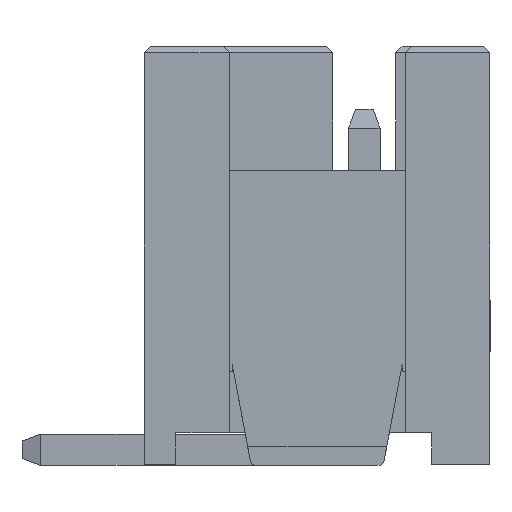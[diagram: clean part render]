
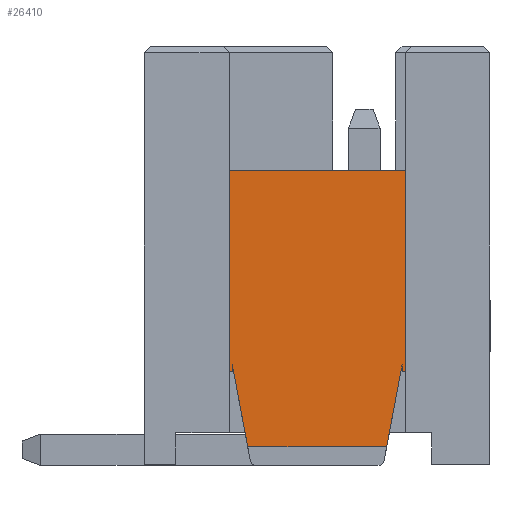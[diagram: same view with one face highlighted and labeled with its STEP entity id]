
A CAD part, left-side view. The second image highlights one B-rep face of the part: STEP entity #26410.
In plain terms, the highlighted planar face has unit normal (-1, 0, 0).
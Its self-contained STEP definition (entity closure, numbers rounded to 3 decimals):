
#374 = DIRECTION ( 'NONE',  ( 0., 1., 0. ) ) ;
#620 = CARTESIAN_POINT ( 'NONE',  ( -5.5, -2.071, 0.228 ) ) ;
#837 = EDGE_CURVE ( 'NONE', #3051, #20707, #25804, .T. ) ;
#1017 = LINE ( 'NONE', #4224, #6093 ) ;
#1031 = VERTEX_POINT ( 'NONE', #8972 ) ;
#1053 = EDGE_CURVE ( 'NONE', #4906, #20280, #21492, .T. ) ;
#1870 = DIRECTION ( 'NONE',  ( 0., 0.184, 0.983 ) ) ;
#2072 = LINE ( 'NONE', #620, #8385 ) ;
#2327 = EDGE_CURVE ( 'NONE', #19216, #16608, #6661, .T. ) ;
#2391 = LINE ( 'NONE', #8370, #2796 ) ;
#2777 = CARTESIAN_POINT ( 'NONE',  ( -5.5, 0.375, 1.48 ) ) ;
#2796 = VECTOR ( 'NONE', #24907, 1000. ) ;
#3051 = VERTEX_POINT ( 'NONE', #3539 ) ;
#3539 = CARTESIAN_POINT ( 'NONE',  ( -5.5, 0.825, 4.68 ) ) ;
#4224 = CARTESIAN_POINT ( 'NONE',  ( -5.5, -2.325, 0.28 ) ) ;
#4518 = DIRECTION ( 'NONE',  ( 0., 0., 1. ) ) ;
#4714 = CARTESIAN_POINT ( 'NONE',  ( -5.5, -2.325, 1.48 ) ) ;
#4745 = VECTOR ( 'NONE', #26331, 1000. ) ;
#4901 = DIRECTION ( 'NONE',  ( 0., 0., -1. ) ) ;
#4906 = VERTEX_POINT ( 'NONE', #4714 ) ;
#4956 = CARTESIAN_POINT ( 'NONE',  ( -5.5, -2.325, 0.18 ) ) ;
#5098 = ORIENTED_EDGE ( 'NONE', *, *, #25782, .F. ) ;
#5808 = EDGE_LOOP ( 'NONE', ( #14027, #20260, #5098, #15469, #18858, #21348, #6990, #14896, #6801, #16985 ) ) ;
#6018 = VECTOR ( 'NONE', #15569, 1000. ) ;
#6093 = VECTOR ( 'NONE', #374, 1000. ) ;
#6411 = CARTESIAN_POINT ( 'NONE',  ( -5.5, 0.825, 1.48 ) ) ;
#6661 = LINE ( 'NONE', #10411, #8681 ) ;
#6801 = ORIENTED_EDGE ( 'NONE', *, *, #837, .T. ) ;
#6990 = ORIENTED_EDGE ( 'NONE', *, *, #24569, .T. ) ;
#7386 = CARTESIAN_POINT ( 'NONE',  ( -5.5, 0.825, 1.48 ) ) ;
#7499 = DIRECTION ( 'NONE',  ( 0., 0., 1. ) ) ;
#7720 = PLANE ( 'NONE',  #12488 ) ;
#8370 = CARTESIAN_POINT ( 'NONE',  ( -5.5, 0.825, 1.48 ) ) ;
#8385 = VECTOR ( 'NONE', #8570, 1000. ) ;
#8570 = DIRECTION ( 'NONE',  ( 0., 0.184, -0.983 ) ) ;
#8681 = VECTOR ( 'NONE', #4901, 1000. ) ;
#8972 = CARTESIAN_POINT ( 'NONE',  ( -5.5, 0.131, 0.28 ) ) ;
#10411 = CARTESIAN_POINT ( 'NONE',  ( -5.5, 0.375, 0.18 ) ) ;
#10567 = DIRECTION ( 'NONE',  ( 0., 1., 0. ) ) ;
#10729 = VECTOR ( 'NONE', #7499, 1000. ) ;
#10927 = CARTESIAN_POINT ( 'NONE',  ( -5.5, -2.775, 4.68 ) ) ;
#11959 = VERTEX_POINT ( 'NONE', #13073 ) ;
#12488 = AXIS2_PLACEMENT_3D ( 'NONE', #25197, #18622, #4518 ) ;
#13034 = VERTEX_POINT ( 'NONE', #13146 ) ;
#13073 = CARTESIAN_POINT ( 'NONE',  ( -5.5, -2.775, 1.48 ) ) ;
#13095 = DIRECTION ( 'NONE',  ( 0., -1., 0. ) ) ;
#13146 = CARTESIAN_POINT ( 'NONE',  ( -5.5, -2.081, 0.28 ) ) ;
#14027 = ORIENTED_EDGE ( 'NONE', *, *, #2327, .F. ) ;
#14624 = CARTESIAN_POINT ( 'NONE',  ( -5.5, 0.375, 1.58 ) ) ;
#14896 = ORIENTED_EDGE ( 'NONE', *, *, #25186, .T. ) ;
#15469 = ORIENTED_EDGE ( 'NONE', *, *, #18658, .F. ) ;
#15569 = DIRECTION ( 'NONE',  ( 0., 0., -1. ) ) ;
#15954 = CARTESIAN_POINT ( 'NONE',  ( -5.5, -2.325, 1.58 ) ) ;
#16224 = CARTESIAN_POINT ( 'NONE',  ( -5.5, -2.775, 1.48 ) ) ;
#16608 = VERTEX_POINT ( 'NONE', #2777 ) ;
#16872 = LINE ( 'NONE', #18913, #26231 ) ;
#16985 = ORIENTED_EDGE ( 'NONE', *, *, #26169, .T. ) ;
#17346 = EDGE_CURVE ( 'NONE', #4906, #11959, #2391, .T. ) ;
#17969 = EDGE_CURVE ( 'NONE', #1031, #19216, #24384, .T. ) ;
#18622 = DIRECTION ( 'NONE',  ( -1., 0., 0. ) ) ;
#18658 = EDGE_CURVE ( 'NONE', #20280, #13034, #2072, .T. ) ;
#18858 = ORIENTED_EDGE ( 'NONE', *, *, #1053, .F. ) ;
#18913 = CARTESIAN_POINT ( 'NONE',  ( -5.5, -2.325, 4.68 ) ) ;
#19039 = CARTESIAN_POINT ( 'NONE',  ( -5.5, 0.825, 1.48 ) ) ;
#19216 = VERTEX_POINT ( 'NONE', #14624 ) ;
#20236 = FACE_OUTER_BOUND ( 'NONE', #5808, .T. ) ;
#20260 = ORIENTED_EDGE ( 'NONE', *, *, #17969, .F. ) ;
#20280 = VERTEX_POINT ( 'NONE', #15954 ) ;
#20433 = LINE ( 'NONE', #16224, #4745 ) ;
#20707 = VERTEX_POINT ( 'NONE', #19039 ) ;
#21095 = VECTOR ( 'NONE', #13095, 1000. ) ;
#21348 = ORIENTED_EDGE ( 'NONE', *, *, #17346, .T. ) ;
#21492 = LINE ( 'NONE', #4956, #10729 ) ;
#22255 = CARTESIAN_POINT ( 'NONE',  ( -5.5, 0.03, -0.262 ) ) ;
#24384 = LINE ( 'NONE', #22255, #25944 ) ;
#24569 = EDGE_CURVE ( 'NONE', #11959, #25538, #20433, .T. ) ;
#24827 = LINE ( 'NONE', #6411, #21095 ) ;
#24907 = DIRECTION ( 'NONE',  ( 0., -1., 0. ) ) ;
#25186 = EDGE_CURVE ( 'NONE', #25538, #3051, #16872, .T. ) ;
#25197 = CARTESIAN_POINT ( 'NONE',  ( -5.5, -2.325, 0.18 ) ) ;
#25538 = VERTEX_POINT ( 'NONE', #10927 ) ;
#25782 = EDGE_CURVE ( 'NONE', #13034, #1031, #1017, .T. ) ;
#25804 = LINE ( 'NONE', #7386, #6018 ) ;
#25944 = VECTOR ( 'NONE', #1870, 1000. ) ;
#26169 = EDGE_CURVE ( 'NONE', #20707, #16608, #24827, .T. ) ;
#26231 = VECTOR ( 'NONE', #10567, 1000. ) ;
#26331 = DIRECTION ( 'NONE',  ( 0., 0., 1. ) ) ;
#26410 = ADVANCED_FACE ( 'NONE', ( #20236 ), #7720, .T. ) ;
